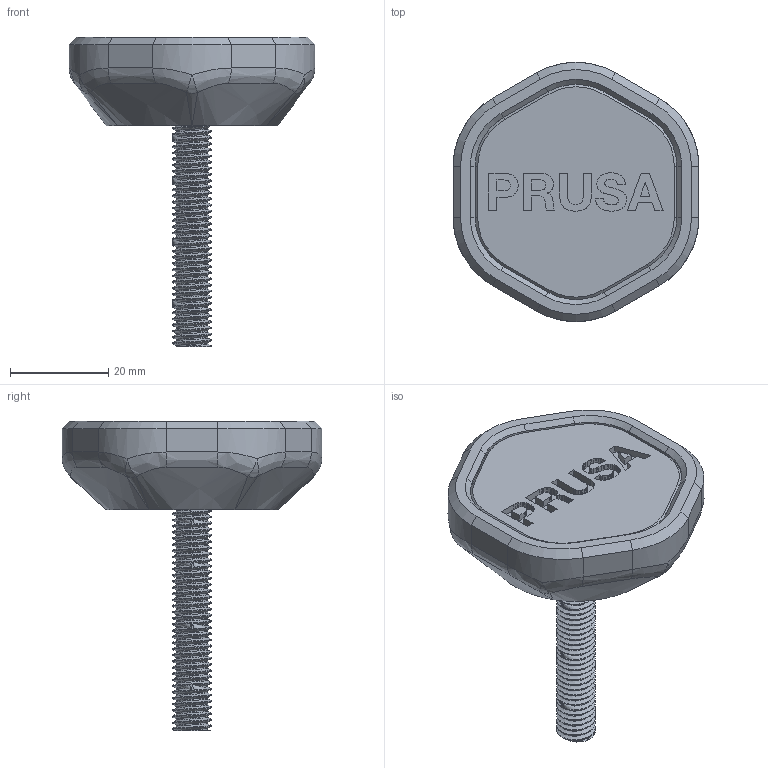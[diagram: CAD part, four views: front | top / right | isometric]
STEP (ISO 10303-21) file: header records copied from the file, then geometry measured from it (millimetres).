
FILE_DESCRIPTION(/* description */ (''),/* implementation_level */ '2;1');
FILE_NAME(/* name */ 'SL1 - Knob screw.step',/* time_stamp */ '2019-08-27T11:45:30+02:00',/* author */ (''),/* organization */ (''),/* preprocessor_version */ 'ST-DEVELOPER v18',/* originating_system */ 'Autodesk Translation Framework v8.6.0.1094',/* authorisation */ '');
FILE_SCHEMA (('AUTOMOTIVE_DESIGN { 1 0 10303 214 3 1 1 }'));
Length unit declared in the file: millimetre
Products named in the file (4): v2; Screw; Knob; PRUSA
Assembly tree (3 placements, depth 2):
  v2
    Screw
    Knob
    PRUSA
Bounding box: 50 x 52.78 x 63 mm (x, y, z)
Volume: 31913.2 mm3; surface area: 13645.3 mm2
Topology: 3 solids, 3 shells, 593 faces, 1627 edges, 1039 vertices
Faces by surface type: plane 415, cylinder 114, bspline 38, cone 26
Full cylindrical faces by diameter (mm): 6.446 x47, 7.866 x44, 8.1 x1
Entity records: 27867 total; most frequent: CARTESIAN_POINT 13317, ORIENTED_EDGE 3230, DIRECTION 2592, EDGE_CURVE 1615, LINE 1296, VECTOR 1296, VERTEX_POINT 1039, AXIS2_PLACEMENT_3D 648
